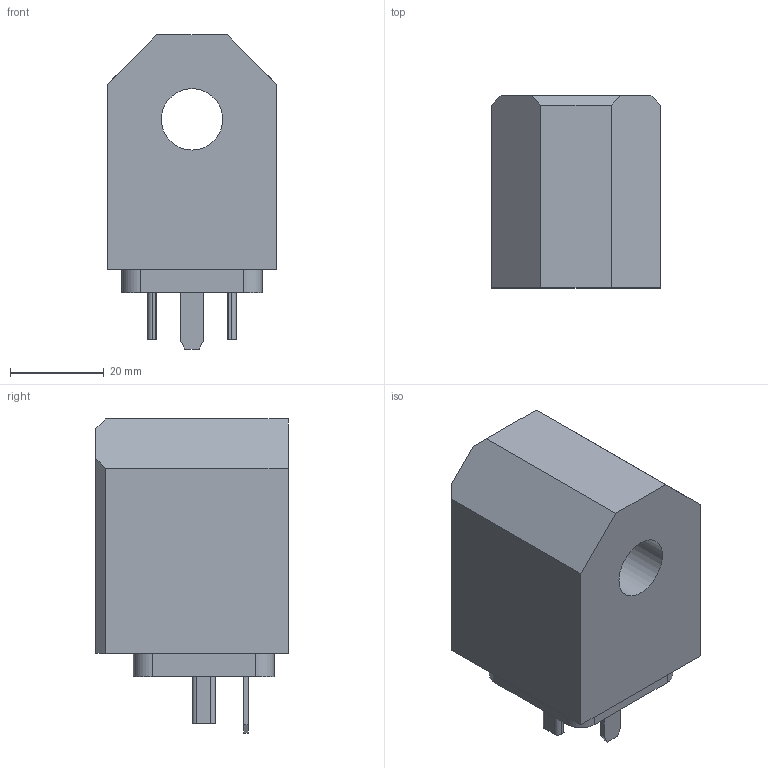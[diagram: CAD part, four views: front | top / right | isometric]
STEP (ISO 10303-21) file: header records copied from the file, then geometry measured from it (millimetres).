
FILE_DESCRIPTION(/* description */ ('STEP AP214'),/* implementation_level */ '2;1');
FILE_NAME(/* name */ '562889_VACC-S13-18-A1-1',/* time_stamp */ '2024-09-16T04:28:17+02:00',/* author */ ('License CC BY-ND 4.0'),/* organization */ ('CADENAS'),/* preprocessor_version */ 'ST-DEVELOPER v19.3',/* originating_system */ 'PARTsolutions',/* authorisation */ ' ');
FILE_SCHEMA (('AUTOMOTIVE_DESIGN {1 0 10303 214 3 1 1}'));
Length unit declared in the file: millimetre
Products named in the file (1): 562889 VACC-S13-18-A1-1
Bounding box: 36 x 41 x 67 mm (x, y, z)
Volume: 67071.9 mm3; surface area: 12697 mm2
Topology: 1 solids, 1 shells, 85 faces, 219 edges, 145 vertices
Faces by surface type: plane 54, cylinder 28, cone 2, torus 1
Full cylindrical faces by diameter (mm): 2.459 x1, 4 x1, 5 x1, 6.3 x2, 13.1 x1
Entity records: 3156 total; most frequent: DIRECTION 439, CARTESIAN_POINT 439, ORIENTED_EDGE 418, EDGE_CURVE 209, LINE 151, VECTOR 151, VERTEX_POINT 144, AXIS2_PLACEMENT_3D 144
